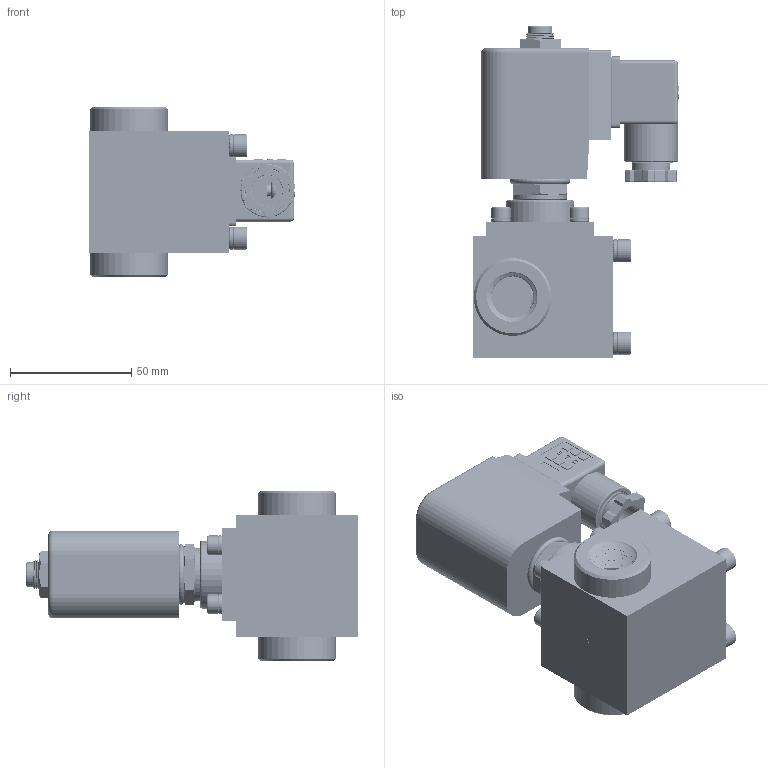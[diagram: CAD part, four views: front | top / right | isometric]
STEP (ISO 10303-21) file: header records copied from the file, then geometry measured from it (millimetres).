
FILE_DESCRIPTION (( 'STEP AP214' ), '1' );
FILE_NAME ('2E150-1-2.STEP', '2018-08-31T23:52:50', ( '' ), ( '' ), 'SwSTEP 2.0', 'SolidWorks 2016', '' );
FILE_SCHEMA (( 'AUTOMOTIVE_DESIGN' ));
Length unit declared in the file: millimetre
Products named in the file (1): 2E150-1-2
Bounding box: 84.9 x 136.6 x 70 mm (x, y, z)
Volume: 266399.2 mm3; surface area: 101616.7 mm2
Topology: 40 solids, 40 shells, 2517 faces, 7356 edges, 4987 vertices
Faces by surface type: cylinder 1050, plane 713, bspline 272, cone 232, torus 230, sphere 20
Entity records: 240062 total; most frequent: CARTESIAN_POINT 151480, ORIENTED_EDGE 14686, DIRECTION 9527, EDGE_CURVE 7343, VERTEX_POINT 4984, AXIS2_PLACEMENT_3D 3362, B_SPLINE_CURVE_WITH_KNOTS 3354, VECTOR 2803
